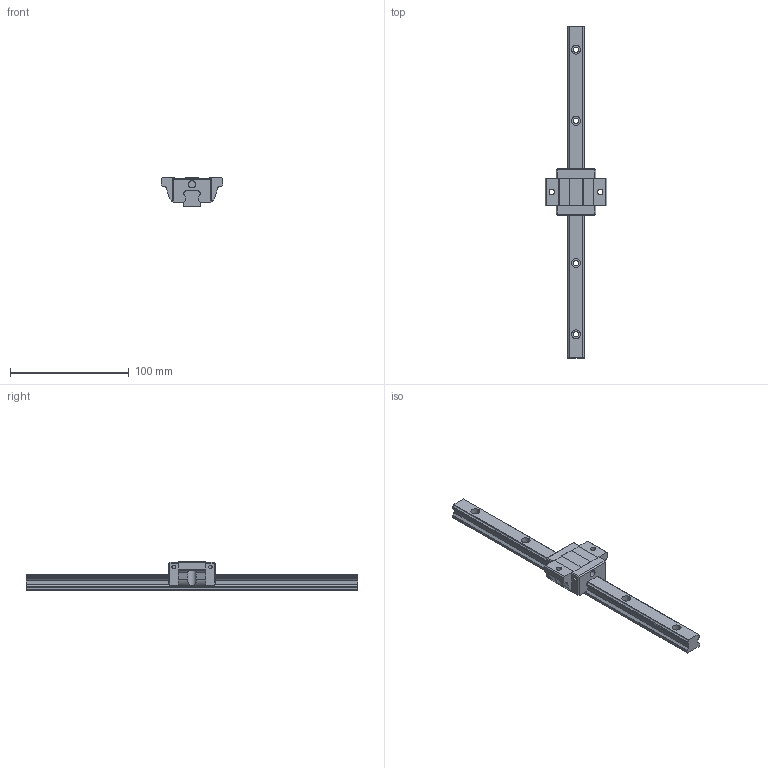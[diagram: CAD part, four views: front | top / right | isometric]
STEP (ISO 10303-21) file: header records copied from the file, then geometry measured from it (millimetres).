
FILE_DESCRIPTION(/* description */ (''),/* implementation_level */ '2;1');
FILE_NAME(/* name */ 'TRS15FS.stp',/* time_stamp */ '2012-09-20T17:37:38+08:00',/* author */ (''),/* organization */ (''),/* preprocessor_version */ 'ST-DEVELOPER v11',/* originating_system */ 'SIEMENS UGS NX 6.0',/* authorisation */ '');
FILE_SCHEMA (('CONFIG_CONTROL_DESIGN'));
Length unit declared in the file: millimetre
Products named in the file (1): darr5C22n651
Bounding box: 52 x 280 x 24 mm (x, y, z)
Volume: 70482.3 mm3; surface area: 25007 mm2
Topology: 2 solids, 2 shells, 188 faces, 539 edges, 366 vertices
Faces by surface type: plane 124, cylinder 64
Full cylindrical faces by diameter (mm): 3 x4, 4.5 x7, 6 x2, 7.5 x7
Entity records: 6306 total; most frequent: CARTESIAN_POINT 1390, ORIENTED_EDGE 1028, DIRECTION 942, EDGE_CURVE 514, VERTEX_POINT 361, AXIS2_PLACEMENT_3D 319, LINE 304, VECTOR 304
